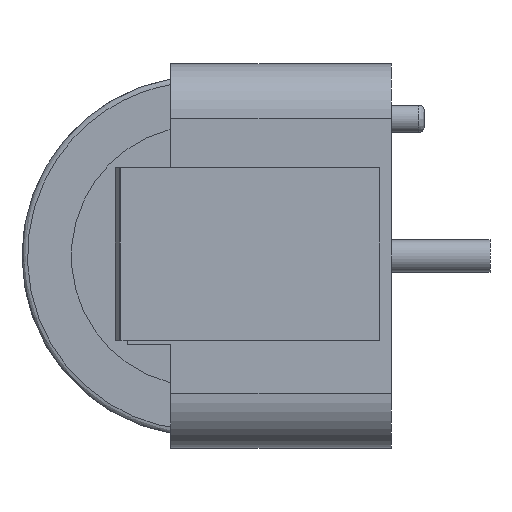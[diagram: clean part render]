
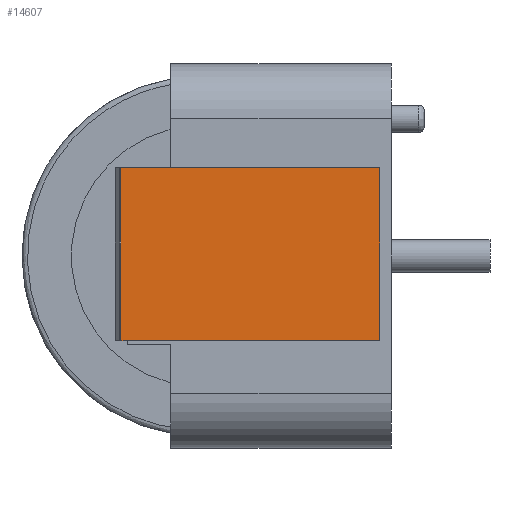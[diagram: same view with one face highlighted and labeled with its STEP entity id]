
A CAD part, left-side view. The second image highlights one B-rep face of the part: STEP entity #14607.
In plain terms, the highlighted planar face has unit normal (-1, 0, 0).
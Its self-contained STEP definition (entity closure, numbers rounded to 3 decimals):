
#4583 = PLANE('',#4584);
#4584 = AXIS2_PLACEMENT_3D('',#4585,#4586,#4587);
#4585 = CARTESIAN_POINT('',(2.041,18.831,
    29.192));
#4586 = DIRECTION('',(0.,0.,1.));
#4587 = DIRECTION('',(1.,0.,0.));
#4637 = PLANE('',#4638);
#4638 = AXIS2_PLACEMENT_3D('',#4639,#4640,#4641);
#4639 = CARTESIAN_POINT('',(2.041,18.831,
    37.192));
#4640 = DIRECTION('',(0.,0.,1.));
#4641 = DIRECTION('',(1.,0.,0.));
#9480 = VERTEX_POINT('',#9481);
#9481 = CARTESIAN_POINT('',(-2.382,28.289,
    37.192));
#9495 = PLANE('',#9496);
#9496 = AXIS2_PLACEMENT_3D('',#9497,#9498,#9499);
#9497 = CARTESIAN_POINT('',(-2.382,28.289,
    29.192));
#9498 = DIRECTION('',(0.006,-1.,
    0.));
#9499 = DIRECTION('',(-1.,-0.006,
    0.));
#9507 = EDGE_CURVE('',#9480,#9508,#9510,.T.);
#9508 = VERTEX_POINT('',#9509);
#9509 = CARTESIAN_POINT('',(-2.382,16.323,
    37.192));
#9510 = SURFACE_CURVE('',#9511,(#9515,#9522),.PCURVE_S1.);
#9511 = LINE('',#9512,#9513);
#9512 = CARTESIAN_POINT('',(-2.382,18.831,
    37.192));
#9513 = VECTOR('',#9514,1.);
#9514 = DIRECTION('',(0.,-1.,0.));
#9515 = PCURVE('',#4637,#9516);
#9516 = DEFINITIONAL_REPRESENTATION('',(#9517),#9521);
#9517 = LINE('',#9518,#9519);
#9518 = CARTESIAN_POINT('',(-4.424,0.));
#9519 = VECTOR('',#9520,1.);
#9520 = DIRECTION('',(0.,-1.));
#9521 = ( GEOMETRIC_REPRESENTATION_CONTEXT(2) 
PARAMETRIC_REPRESENTATION_CONTEXT() REPRESENTATION_CONTEXT('2D SPACE',''
  ) );
#9522 = PCURVE('',#9523,#9528);
#9523 = PLANE('',#9524);
#9524 = AXIS2_PLACEMENT_3D('',#9525,#9526,#9527);
#9525 = CARTESIAN_POINT('',(-2.382,16.323,
    29.192));
#9526 = DIRECTION('',(1.,0.,0.));
#9527 = DIRECTION('',(0.,-1.,0.));
#9528 = DEFINITIONAL_REPRESENTATION('',(#9529),#9533);
#9529 = LINE('',#9530,#9531);
#9530 = CARTESIAN_POINT('',(-2.508,-8.));
#9531 = VECTOR('',#9532,1.);
#9532 = DIRECTION('',(1.,0.));
#9533 = ( GEOMETRIC_REPRESENTATION_CONTEXT(2) 
PARAMETRIC_REPRESENTATION_CONTEXT() REPRESENTATION_CONTEXT('2D SPACE',''
  ) );
#9551 = PLANE('',#9552);
#9552 = AXIS2_PLACEMENT_3D('',#9553,#9554,#9555);
#9553 = CARTESIAN_POINT('',(-2.082,16.323,
    29.192));
#9554 = DIRECTION('',(0.,1.,0.));
#9555 = DIRECTION('',(1.,-0.,0.));
#9648 = VERTEX_POINT('',#9649);
#9649 = CARTESIAN_POINT('',(-2.382,28.289,
    29.192));
#9670 = EDGE_CURVE('',#9648,#9671,#9673,.T.);
#9671 = VERTEX_POINT('',#9672);
#9672 = CARTESIAN_POINT('',(-2.382,16.323,
    29.192));
#9673 = SURFACE_CURVE('',#9674,(#9678,#9685),.PCURVE_S1.);
#9674 = LINE('',#9675,#9676);
#9675 = CARTESIAN_POINT('',(-2.382,18.831,
    29.192));
#9676 = VECTOR('',#9677,1.);
#9677 = DIRECTION('',(0.,-1.,0.));
#9678 = PCURVE('',#4583,#9679);
#9679 = DEFINITIONAL_REPRESENTATION('',(#9680),#9684);
#9680 = LINE('',#9681,#9682);
#9681 = CARTESIAN_POINT('',(-4.424,0.));
#9682 = VECTOR('',#9683,1.);
#9683 = DIRECTION('',(0.,-1.));
#9684 = ( GEOMETRIC_REPRESENTATION_CONTEXT(2) 
PARAMETRIC_REPRESENTATION_CONTEXT() REPRESENTATION_CONTEXT('2D SPACE',''
  ) );
#9685 = PCURVE('',#9523,#9686);
#9686 = DEFINITIONAL_REPRESENTATION('',(#9687),#9691);
#9687 = LINE('',#9688,#9689);
#9688 = CARTESIAN_POINT('',(-2.508,0.));
#9689 = VECTOR('',#9690,1.);
#9690 = DIRECTION('',(1.,0.));
#9691 = ( GEOMETRIC_REPRESENTATION_CONTEXT(2) 
PARAMETRIC_REPRESENTATION_CONTEXT() REPRESENTATION_CONTEXT('2D SPACE',''
  ) );
#14584 = EDGE_CURVE('',#9508,#9671,#14585,.T.);
#14585 = SURFACE_CURVE('',#14586,(#14590,#14597),.PCURVE_S1.);
#14586 = LINE('',#14587,#14588);
#14587 = CARTESIAN_POINT('',(-2.382,16.323,
    29.192));
#14588 = VECTOR('',#14589,1.);
#14589 = DIRECTION('',(0.,0.,-1.));
#14590 = PCURVE('',#9551,#14591);
#14591 = DEFINITIONAL_REPRESENTATION('',(#14592),#14596);
#14592 = LINE('',#14593,#14594);
#14593 = CARTESIAN_POINT('',(-0.3,0.));
#14594 = VECTOR('',#14595,1.);
#14595 = DIRECTION('',(0.,1.));
#14596 = ( GEOMETRIC_REPRESENTATION_CONTEXT(2) 
PARAMETRIC_REPRESENTATION_CONTEXT() REPRESENTATION_CONTEXT('2D SPACE',''
  ) );
#14597 = PCURVE('',#9523,#14598);
#14598 = DEFINITIONAL_REPRESENTATION('',(#14599),#14603);
#14599 = LINE('',#14600,#14601);
#14600 = CARTESIAN_POINT('',(-0.,0.));
#14601 = VECTOR('',#14602,1.);
#14602 = DIRECTION('',(0.,1.));
#14603 = ( GEOMETRIC_REPRESENTATION_CONTEXT(2) 
PARAMETRIC_REPRESENTATION_CONTEXT() REPRESENTATION_CONTEXT('2D SPACE',''
  ) );
#14607 = ADVANCED_FACE('',(#14608),#9523,.F.);
#14608 = FACE_BOUND('',#14609,.T.);
#14609 = EDGE_LOOP('',(#14610,#14631,#14632,#14633));
#14610 = ORIENTED_EDGE('',*,*,#14611,.F.);
#14611 = EDGE_CURVE('',#9648,#9480,#14612,.T.);
#14612 = SURFACE_CURVE('',#14613,(#14617,#14624),.PCURVE_S1.);
#14613 = LINE('',#14614,#14615);
#14614 = CARTESIAN_POINT('',(-2.382,28.289,
    29.192));
#14615 = VECTOR('',#14616,1.);
#14616 = DIRECTION('',(0.,-0.,1.));
#14617 = PCURVE('',#9523,#14618);
#14618 = DEFINITIONAL_REPRESENTATION('',(#14619),#14623);
#14619 = LINE('',#14620,#14621);
#14620 = CARTESIAN_POINT('',(-11.966,0.));
#14621 = VECTOR('',#14622,1.);
#14622 = DIRECTION('',(0.,-1.));
#14623 = ( GEOMETRIC_REPRESENTATION_CONTEXT(2) 
PARAMETRIC_REPRESENTATION_CONTEXT() REPRESENTATION_CONTEXT('2D SPACE',''
  ) );
#14624 = PCURVE('',#9495,#14625);
#14625 = DEFINITIONAL_REPRESENTATION('',(#14626),#14630);
#14626 = LINE('',#14627,#14628);
#14627 = CARTESIAN_POINT('',(-0.,0.));
#14628 = VECTOR('',#14629,1.);
#14629 = DIRECTION('',(0.,-1.));
#14630 = ( GEOMETRIC_REPRESENTATION_CONTEXT(2) 
PARAMETRIC_REPRESENTATION_CONTEXT() REPRESENTATION_CONTEXT('2D SPACE',''
  ) );
#14631 = ORIENTED_EDGE('',*,*,#9670,.T.);
#14632 = ORIENTED_EDGE('',*,*,#14584,.F.);
#14633 = ORIENTED_EDGE('',*,*,#9507,.F.);
